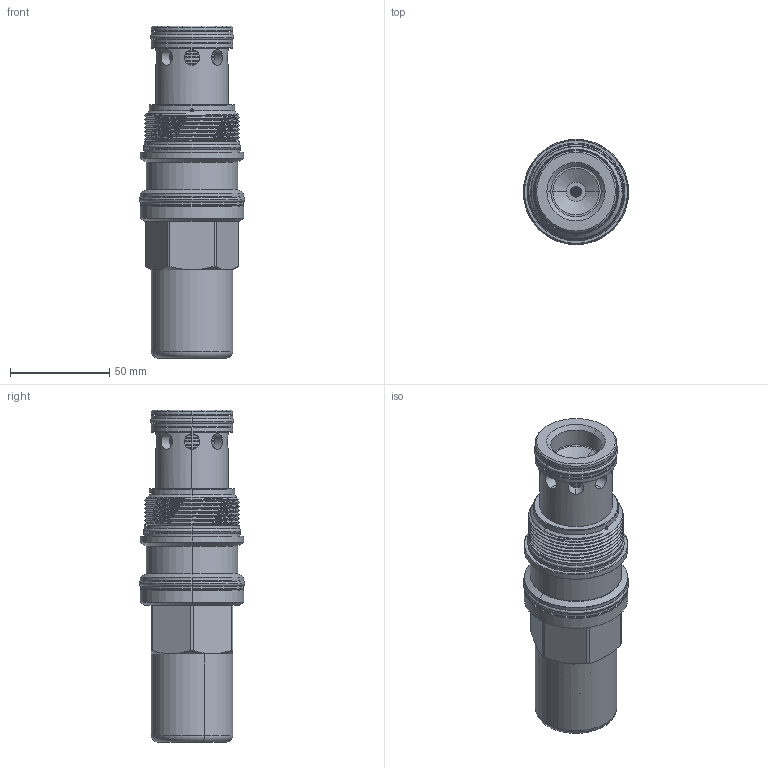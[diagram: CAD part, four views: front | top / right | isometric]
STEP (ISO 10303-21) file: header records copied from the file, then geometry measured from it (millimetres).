
FILE_DESCRIPTION (( 'STEP AP203' ), '1' );
FILE_NAME ('RV19A30-C-85.STEP', '2020-03-24T07:47:27', ( '' ), ( '' ), 'SwSTEP 2.0', 'SolidWorks 2018', '' );
FILE_SCHEMA (( 'CONFIG_CONTROL_DESIGN' ));
Length unit declared in the file: millimetre
Products named in the file (1): RV19A30-C-85
Bounding box: 53.11 x 53.11 x 167.34 mm (x, y, z)
Volume: 209599.4 mm3; surface area: 50882.9 mm2
Topology: 9 solids, 9 shells, 866 faces, 2411 edges, 1484 vertices
Faces by surface type: cylinder 653, torus 74, plane 73, cone 53, bspline 9, sphere 4
Entity records: 60504 total; most frequent: CARTESIAN_POINT 39329, ORIENTED_EDGE 4818, DIRECTION 3614, EDGE_CURVE 2409, VERTEX_POINT 1484, AXIS2_PLACEMENT_3D 1476, EDGE_LOOP 1279, B_SPLINE_CURVE_WITH_KNOTS 1054
